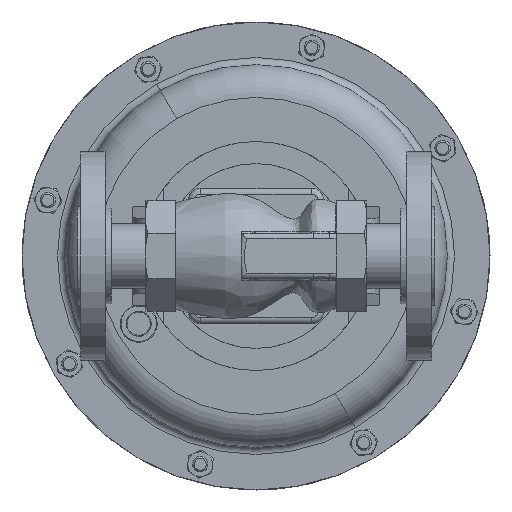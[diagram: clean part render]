
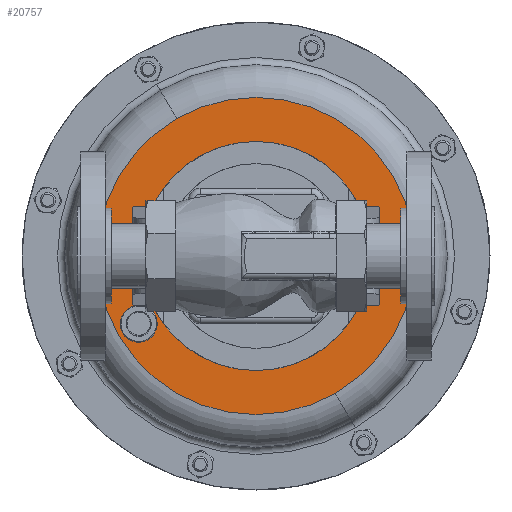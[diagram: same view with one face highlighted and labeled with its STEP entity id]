
A CAD part, front view. The second image highlights one B-rep face of the part: STEP entity #20757.
In plain terms, the highlighted planar face has unit normal (0, -1, 0).
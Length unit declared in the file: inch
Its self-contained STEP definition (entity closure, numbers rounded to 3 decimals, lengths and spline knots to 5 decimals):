
#75 = DIRECTION ( 'NONE',  ( 0.035, 0., -0.999 ) ) ;
#1436 = CIRCLE ( 'NONE', #20357, 2.325 ) ;
#1849 = DIRECTION ( 'NONE',  ( 0.035, 0., -0.999 ) ) ;
#2251 = VERTEX_POINT ( 'NONE', #14799 ) ;
#3284 = DIRECTION ( 'NONE',  ( 0., 1., 0. ) ) ;
#4618 = DIRECTION ( 'NONE',  ( 0., 1., 0. ) ) ;
#4774 = EDGE_LOOP ( 'NONE', ( #5093, #8919 ) ) ;
#5093 = ORIENTED_EDGE ( 'NONE', *, *, #11802, .T. ) ;
#6804 = ORIENTED_EDGE ( 'NONE', *, *, #15797, .F. ) ;
#7623 = CARTESIAN_POINT ( 'NONE',  ( -2.325, 7.835, 0. ) ) ;
#7895 = AXIS2_PLACEMENT_3D ( 'NONE', #20617, #8645, #22617 ) ;
#7992 = EDGE_CURVE ( 'NONE', #22927, #21539, #11339, .T. ) ;
#8456 = CARTESIAN_POINT ( 'NONE',  ( 0., 7.835, 0. ) ) ;
#8645 = DIRECTION ( 'NONE',  ( 0., 1., 0. ) ) ;
#8919 = ORIENTED_EDGE ( 'NONE', *, *, #14303, .T. ) ;
#9145 = AXIS2_PLACEMENT_3D ( 'NONE', #23895, #11950, #75 ) ;
#9195 = FACE_BOUND ( 'NONE', #4774, .T. ) ;
#9674 = ORIENTED_EDGE ( 'NONE', *, *, #10059, .F. ) ;
#9737 = CIRCLE ( 'NONE', #25572, 2.325 ) ;
#10021 = CIRCLE ( 'NONE', #24221, 3.219 ) ;
#10059 = EDGE_CURVE ( 'NONE', #24978, #2251, #10021, .T. ) ;
#10144 = CARTESIAN_POINT ( 'NONE',  ( 2.325, 7.835, 0. ) ) ;
#10361 = EDGE_LOOP ( 'NONE', ( #13814, #12606 ) ) ;
#10453 = DIRECTION ( 'NONE',  ( 0.5, 0., -0.866 ) ) ;
#10738 = AXIS2_PLACEMENT_3D ( 'NONE', #10817, #16738, #24955 ) ;
#10817 = CARTESIAN_POINT ( 'NONE',  ( -2.78774, 7.835, -1.6095 ) ) ;
#11000 = PLANE ( 'NONE',  #10738 ) ;
#11339 = CIRCLE ( 'NONE', #25501, 0.375 ) ;
#11802 = EDGE_CURVE ( 'NONE', #18367, #13507, #1436, .T. ) ;
#11950 = DIRECTION ( 'NONE',  ( 0., 1., 0. ) ) ;
#12606 = ORIENTED_EDGE ( 'NONE', *, *, #7992, .T. ) ;
#13378 = CIRCLE ( 'NONE', #9145, 0.375 ) ;
#13507 = VERTEX_POINT ( 'NONE', #7623 ) ;
#13745 = DIRECTION ( 'NONE',  ( 0., 1., 0. ) ) ;
#13814 = ORIENTED_EDGE ( 'NONE', *, *, #25684, .T. ) ;
#13905 = FACE_BOUND ( 'NONE', #10361, .T. ) ;
#14303 = EDGE_CURVE ( 'NONE', #13507, #18367, #9737, .T. ) ;
#14799 = CARTESIAN_POINT ( 'NONE',  ( -1.6095, 7.835, 2.78774 ) ) ;
#15187 = CARTESIAN_POINT ( 'NONE',  ( 0., 7.835, 0. ) ) ;
#15797 = EDGE_CURVE ( 'NONE', #2251, #24978, #21866, .T. ) ;
#16532 = CARTESIAN_POINT ( 'NONE',  ( 0., 7.835, 0. ) ) ;
#16738 = DIRECTION ( 'NONE',  ( 0., -1., 0. ) ) ;
#16763 = CARTESIAN_POINT ( 'NONE',  ( -2.39463, 7.835, -1.00023 ) ) ;
#17195 = DIRECTION ( 'NONE',  ( 1., 0., 0. ) ) ;
#18367 = VERTEX_POINT ( 'NONE', #10144 ) ;
#18567 = DIRECTION ( 'NONE',  ( 1., 0., 0. ) ) ;
#20306 = CARTESIAN_POINT ( 'NONE',  ( -2.36851, 7.835, -1.74977 ) ) ;
#20357 = AXIS2_PLACEMENT_3D ( 'NONE', #15187, #3284, #17195 ) ;
#20617 = CARTESIAN_POINT ( 'NONE',  ( 0., 7.835, 0. ) ) ;
#20757 = ADVANCED_FACE ( 'NONE', ( #9195, #24509, #13905 ), #11000, .T. ) ;
#21122 = CARTESIAN_POINT ( 'NONE',  ( 1.6095, 7.835, -2.78774 ) ) ;
#21539 = VERTEX_POINT ( 'NONE', #20306 ) ;
#21866 = CIRCLE ( 'NONE', #7895, 3.219 ) ;
#22410 = DIRECTION ( 'NONE',  ( 0., 1., 0. ) ) ;
#22589 = EDGE_LOOP ( 'NONE', ( #9674, #6804 ) ) ;
#22617 = DIRECTION ( 'NONE',  ( 0.5, 0., -0.866 ) ) ;
#22927 = VERTEX_POINT ( 'NONE', #16763 ) ;
#23895 = CARTESIAN_POINT ( 'NONE',  ( -2.38157, 7.835, -1.375 ) ) ;
#24221 = AXIS2_PLACEMENT_3D ( 'NONE', #8456, #22410, #10453 ) ;
#24509 = FACE_OUTER_BOUND ( 'NONE', #22589, .T. ) ;
#24955 = DIRECTION ( 'NONE',  ( -0.5, 0., 0.866 ) ) ;
#24978 = VERTEX_POINT ( 'NONE', #21122 ) ;
#25501 = AXIS2_PLACEMENT_3D ( 'NONE', #25697, #13745, #1849 ) ;
#25572 = AXIS2_PLACEMENT_3D ( 'NONE', #16532, #4618, #18567 ) ;
#25684 = EDGE_CURVE ( 'NONE', #21539, #22927, #13378, .T. ) ;
#25697 = CARTESIAN_POINT ( 'NONE',  ( -2.38157, 7.835, -1.375 ) ) ;
